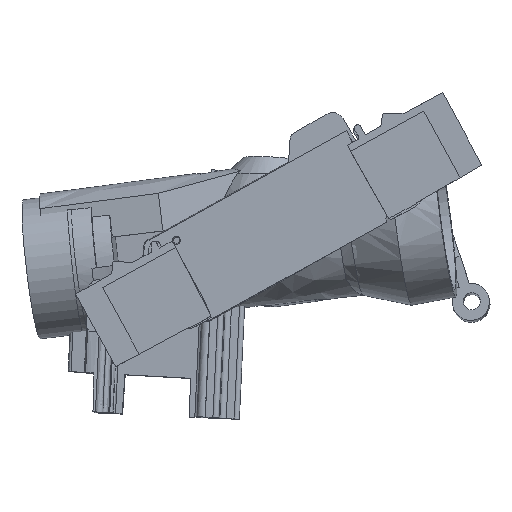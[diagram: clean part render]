
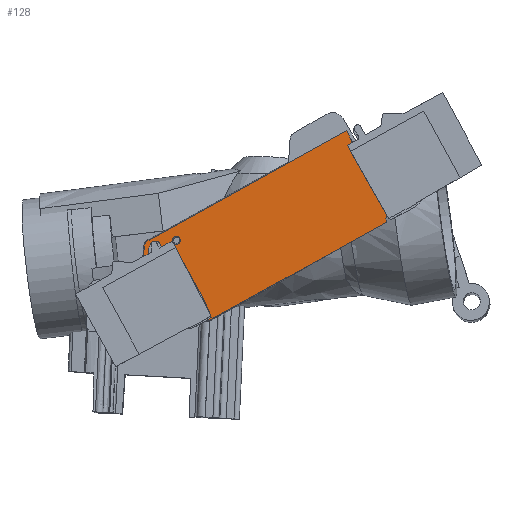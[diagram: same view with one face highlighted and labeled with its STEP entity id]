
A CAD part, front view. The second image highlights one B-rep face of the part: STEP entity #128.
In plain terms, the highlighted free-form (B-spline) face has degree [1, 1] with [2, 2] control points.
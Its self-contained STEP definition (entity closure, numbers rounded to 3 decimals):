
#128=ADVANCED_FACE('',(#501,#502),#503,.T.);
#501=FACE_BOUND('',#1348,.T.);
#502=FACE_OUTER_BOUND('',#1349,.T.);
#503=B_SPLINE_SURFACE_WITH_KNOTS('',1,1,((#1350,#1351),(#1352,#1353)),.UNSPECIFIED.,.F.,.F.,.F.,(2,2),(2,2),(0.0,1.0),(0.0,1.0),.UNSPECIFIED.);
#1348=EDGE_LOOP('',(#5282));
#1349=EDGE_LOOP('',(#5283,#5284,#5285,#5286,#5287,#5288,#5289,#5290,#5291,#5292,#5293,#5294,#5295,#5296,#5297,#5298,#5299,#5300,#5301,#5302));
#1350=CARTESIAN_POINT('',(-76.435,21.345,-41.651));
#1351=CARTESIAN_POINT('',(-76.435,21.127,7.627));
#1352=CARTESIAN_POINT('',(-13.204,20.861,-41.653));
#1353=CARTESIAN_POINT('',(-13.204,20.642,7.625));
#5282=ORIENTED_EDGE('',*,*,#7356,.F.);
#5283=ORIENTED_EDGE('',*,*,#7357,.F.);
#5284=ORIENTED_EDGE('',*,*,#7358,.T.);
#5285=ORIENTED_EDGE('',*,*,#7359,.T.);
#5286=ORIENTED_EDGE('',*,*,#7360,.T.);
#5287=ORIENTED_EDGE('',*,*,#7344,.T.);
#5288=ORIENTED_EDGE('',*,*,#7361,.T.);
#5289=ORIENTED_EDGE('',*,*,#7362,.F.);
#5290=ORIENTED_EDGE('',*,*,#7363,.T.);
#5291=ORIENTED_EDGE('',*,*,#7364,.F.);
#5292=ORIENTED_EDGE('',*,*,#7365,.T.);
#5293=ORIENTED_EDGE('',*,*,#7366,.T.);
#5294=ORIENTED_EDGE('',*,*,#7367,.F.);
#5295=ORIENTED_EDGE('',*,*,#7368,.F.);
#5296=ORIENTED_EDGE('',*,*,#7369,.F.);
#5297=ORIENTED_EDGE('',*,*,#7370,.T.);
#5298=ORIENTED_EDGE('',*,*,#7371,.T.);
#5299=ORIENTED_EDGE('',*,*,#7372,.T.);
#5300=ORIENTED_EDGE('',*,*,#7373,.T.);
#5301=ORIENTED_EDGE('',*,*,#7374,.T.);
#5302=ORIENTED_EDGE('',*,*,#7375,.T.);
#7344=EDGE_CURVE('',#8443,#8441,#8444,.T.);
#7356=EDGE_CURVE('',#8466,#8466,#8467,.T.);
#7357=EDGE_CURVE('',#8468,#8469,#8470,.T.);
#7358=EDGE_CURVE('',#8468,#8471,#8472,.F.);
#7359=EDGE_CURVE('',#8471,#8473,#8474,.T.);
#7360=EDGE_CURVE('',#8473,#8443,#8475,.T.);
#7361=EDGE_CURVE('',#8441,#8476,#8477,.T.);
#7362=EDGE_CURVE('',#8478,#8476,#8479,.T.);
#7363=EDGE_CURVE('',#8478,#8480,#8481,.T.);
#7364=EDGE_CURVE('',#8482,#8480,#8483,.F.);
#7365=EDGE_CURVE('',#8482,#8484,#8485,.T.);
#7366=EDGE_CURVE('',#8484,#8486,#8487,.T.);
#7367=EDGE_CURVE('',#8488,#8486,#8489,.F.);
#7368=EDGE_CURVE('',#8490,#8488,#8491,.T.);
#7369=EDGE_CURVE('',#8492,#8490,#8493,.T.);
#7370=EDGE_CURVE('',#8492,#8494,#8495,.F.);
#7371=EDGE_CURVE('',#8494,#8496,#8497,.F.);
#7372=EDGE_CURVE('',#8496,#8498,#8499,.T.);
#7373=EDGE_CURVE('',#8498,#8500,#8501,.T.);
#7374=EDGE_CURVE('',#8500,#8502,#8503,.F.);
#7375=EDGE_CURVE('',#8502,#8469,#8504,.T.);
#8441=VERTEX_POINT('',#10434);
#8443=VERTEX_POINT('',#10436);
#8444=B_SPLINE_CURVE_WITH_KNOTS('',3,(#10437,#10438,#10439,#10440),.UNSPECIFIED.,.F.,.F.,(4,4),(0.004,0.006),.UNSPECIFIED.);
#8466=VERTEX_POINT('',#10522);
#8467=CIRCLE('',#10523,1.044);
#8468=VERTEX_POINT('',#10524);
#8469=VERTEX_POINT('',#10525);
#8470=LINE('',#10526,#10527);
#8471=VERTEX_POINT('',#10528);
#8472=ELLIPSE('',#10529,21.713,21.712);
#8473=VERTEX_POINT('',#10530);
#8474=CIRCLE('',#10531,1.256);
#8475=LINE('',#10532,#10533);
#8476=VERTEX_POINT('',#10534);
#8477=LINE('',#10535,#10536);
#8478=VERTEX_POINT('',#10537);
#8479=ELLIPSE('',#10538,0.986,0.986);
#8480=VERTEX_POINT('',#10539);
#8481=LINE('',#10540,#10541);
#8482=VERTEX_POINT('',#10542);
#8483=LINE('',#10543,#10544);
#8484=VERTEX_POINT('',#10545);
#8485=LINE('',#10546,#10547);
#8486=VERTEX_POINT('',#10548);
#8487=CIRCLE('',#10549,1.975);
#8488=VERTEX_POINT('',#10550);
#8489=LINE('',#10551,#10552);
#8490=VERTEX_POINT('',#10553);
#8491=LINE('',#10554,#10555);
#8492=VERTEX_POINT('',#10556);
#8493=LINE('',#10557,#10558);
#8494=VERTEX_POINT('',#10559);
#8495=ELLIPSE('',#10560,3.387,3.387);
#8496=VERTEX_POINT('',#10561);
#8497=ELLIPSE('',#10562,0.836,0.836);
#8498=VERTEX_POINT('',#10563);
#8499=ELLIPSE('',#10564,1.667,1.667);
#8500=VERTEX_POINT('',#10565);
#8501=ELLIPSE('',#10566,4.765,4.765);
#8502=VERTEX_POINT('',#10567);
#8503=ELLIPSE('',#10568,0.974,0.974);
#8504=LINE('',#10569,#10570);
#10434=CARTESIAN_POINT('',(-13.579,20.742,-14.142));
#10436=CARTESIAN_POINT('',(-13.613,20.751,-16.139));
#10437=CARTESIAN_POINT('',(-13.613,20.751,-16.139));
#10438=CARTESIAN_POINT('',(-13.679,20.748,-15.473));
#10439=CARTESIAN_POINT('',(-13.665,20.745,-14.808));
#10440=CARTESIAN_POINT('',(-13.579,20.742,-14.142));
#10522=CARTESIAN_POINT('',(-66.308,21.175,-20.77));
#10523=AXIS2_PLACEMENT_3D('',#13223,#13224,#13225);
#10524=CARTESIAN_POINT('',(-58.421,21.202,-40.405));
#10525=CARTESIAN_POINT('',(-60.295,21.196,-35.817));
#10526=CARTESIAN_POINT('',(-64.22,21.183,-26.21));
#10527=VECTOR('',#13226,1.0);
#10528=CARTESIAN_POINT('',(-59.732,21.216,-41.312));
#10529=AXIS2_PLACEMENT_3D('',#13227,#13228,#13229);
#10530=CARTESIAN_POINT('',(-58.754,21.208,-41.186));
#10531=AXIS2_PLACEMENT_3D('',#13230,#13231,#13232);
#10532=CARTESIAN_POINT('',(-58.754,21.208,-41.186));
#10533=VECTOR('',#13233,1.0);
#10534=CARTESIAN_POINT('',(-22.733,20.74,2.044));
#10535=CARTESIAN_POINT('',(-22.733,20.74,2.043));
#10536=VECTOR('',#13234,1.0);
#10537=CARTESIAN_POINT('',(-21.936,20.728,3.391));
#10538=AXIS2_PLACEMENT_3D('',#13235,#13236,#13237);
#10539=CARTESIAN_POINT('',(-21.824,20.726,3.523));
#10540=CARTESIAN_POINT('',(-21.25,20.719,4.2));
#10541=VECTOR('',#13238,1.0);
#10542=CARTESIAN_POINT('',(-23.726,20.724,7.333));
#10543=CARTESIAN_POINT('',(-23.726,20.724,7.332));
#10544=VECTOR('',#13239,1.0);
#10545=CARTESIAN_POINT('',(-74.333,21.236,-20.679));
#10546=CARTESIAN_POINT('',(-23.727,20.724,7.333));
#10547=VECTOR('',#13240,1.0);
#10548=CARTESIAN_POINT('',(-75.563,21.252,-22.211));
#10549=AXIS2_PLACEMENT_3D('',#13241,#13242,#13243);
#10550=CARTESIAN_POINT('',(-76.06,21.286,-28.845));
#10551=CARTESIAN_POINT('',(-76.101,21.288,-29.395));
#10552=VECTOR('',#13244,1.0);
#10553=CARTESIAN_POINT('',(-74.837,21.269,-27.093));
#10554=CARTESIAN_POINT('',(-37.503,20.745,26.385));
#10555=VECTOR('',#13245,1.0);
#10556=CARTESIAN_POINT('',(-74.498,21.247,-22.732));
#10557=CARTESIAN_POINT('',(-72.283,21.103,5.73));
#10558=VECTOR('',#13246,1.0);
#10559=CARTESIAN_POINT('',(-72.705,21.226,-21.127));
#10560=AXIS2_PLACEMENT_3D('',#13247,#13248,#13249);
#10561=CARTESIAN_POINT('',(-71.603,21.22,-21.672));
#10562=AXIS2_PLACEMENT_3D('',#13250,#13251,#13252);
#10563=CARTESIAN_POINT('',(-70.538,21.216,-22.783));
#10564=AXIS2_PLACEMENT_3D('',#13253,#13254,#13255);
#10565=CARTESIAN_POINT('',(-68.583,21.199,-22.28));
#10566=AXIS2_PLACEMENT_3D('',#13256,#13257,#13258);
#10567=CARTESIAN_POINT('',(-67.764,21.193,-22.211));
#10568=AXIS2_PLACEMENT_3D('',#13259,#13260,#13261);
#10569=CARTESIAN_POINT('',(-61.445,21.195,-33.724));
#10570=VECTOR('',#13262,1.0);
#13223=CARTESIAN_POINT('',(-67.351,21.183,-20.77));
#13224=DIRECTION('',(-0.008,-1.,-0.004));
#13225=DIRECTION('',(1.,-0.008,0.));
#13226=DIRECTION('',(-0.378,-0.001,0.926));
#13227=CARTESIAN_POINT('',(-71.422,21.224,-23.016));
#13228=DIRECTION('',(-0.008,-1.,-0.004));
#13229=DIRECTION('',(0.865,-0.009,0.501));
#13230=CARTESIAN_POINT('',(-59.391,21.208,-40.103));
#13231=DIRECTION('',(-0.008,-1.,-0.004));
#13232=DIRECTION('',(1.,-0.008,0.));
#13233=DIRECTION('',(0.874,-0.009,0.485));
#13234=DIRECTION('',(-0.492,0.,0.87));
#13235=CARTESIAN_POINT('',(-21.819,20.731,2.412));
#13236=DIRECTION('',(-0.008,-1.,-0.004));
#13237=DIRECTION('',(0.865,-0.009,0.501));
#13238=DIRECTION('',(0.646,-0.008,0.763));
#13239=DIRECTION('',(-0.447,-0.001,0.895));
#13240=DIRECTION('',(-0.875,0.009,-0.484));
#13241=CARTESIAN_POINT('',(-73.613,21.239,-22.517));
#13242=DIRECTION('',(-0.008,-1.,-0.004));
#13243=DIRECTION('',(1.,-0.008,0.));
#13244=DIRECTION('',(-0.075,0.005,-0.997));
#13245=DIRECTION('',(-0.572,0.008,-0.82));
#13246=DIRECTION('',(-0.078,0.005,-0.997));
#13247=CARTESIAN_POINT('',(-71.489,21.23,-24.288));
#13248=DIRECTION('',(-0.008,-1.,-0.004));
#13249=DIRECTION('',(0.865,-0.009,0.501));
#13250=CARTESIAN_POINT('',(-72.405,21.227,-21.907));
#13251=DIRECTION('',(-0.008,-1.,-0.004));
#13252=DIRECTION('',(0.865,-0.009,0.501));
#13253=CARTESIAN_POINT('',(-70.004,21.205,-21.204));
#13254=DIRECTION('',(-0.008,-1.,-0.004));
#13255=DIRECTION('',(0.865,-0.009,0.501));
#13256=CARTESIAN_POINT('',(-70.722,21.197,-18.022));
#13257=DIRECTION('',(-0.008,-1.,-0.004));
#13258=DIRECTION('',(0.865,-0.009,0.501));
#13259=CARTESIAN_POINT('',(-68.1,21.199,-23.124));
#13260=DIRECTION('',(-0.008,-1.,-0.004));
#13261=DIRECTION('',(0.865,-0.009,0.501));
#13262=DIRECTION('',(0.481,0.,-0.877));
